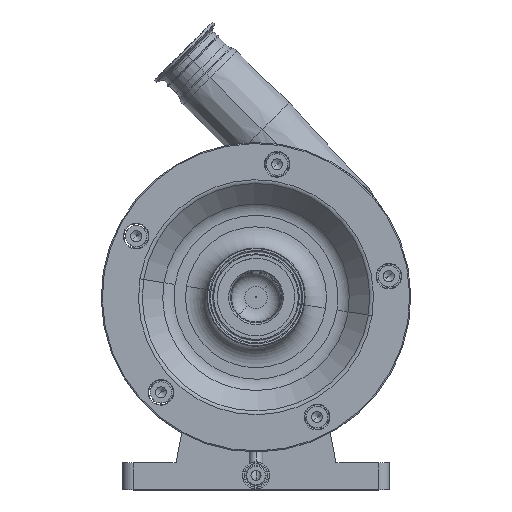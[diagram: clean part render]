
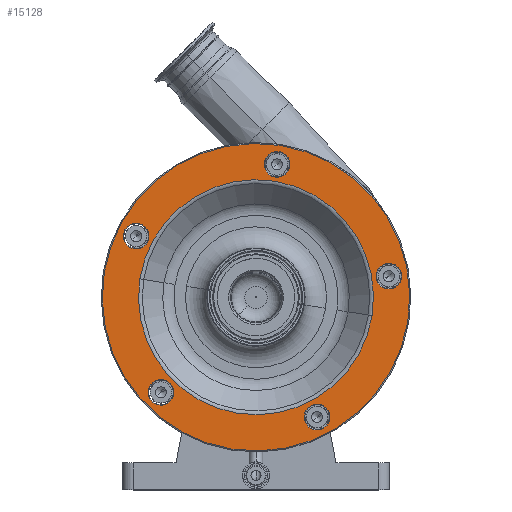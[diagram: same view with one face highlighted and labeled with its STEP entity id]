
A CAD part, top view. The second image highlights one B-rep face of the part: STEP entity #15128.
In plain terms, the highlighted planar face has unit normal (0, 0, 1).
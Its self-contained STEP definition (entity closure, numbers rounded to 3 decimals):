
#156 = EDGE_CURVE ( 'NONE', #6504, #9178, #15801, .T. ) ;
#210 = CARTESIAN_POINT ( 'NONE',  ( 19.711, 304.449, 220. ) ) ;
#287 = DIRECTION ( 'NONE',  ( 0.988, -0.156, 0. ) ) ;
#536 = AXIS2_PLACEMENT_3D ( 'NONE', #16121, #1497, #1595 ) ;
#754 = VERTEX_POINT ( 'NONE', #19239 ) ;
#926 = DIRECTION ( 'NONE',  ( 0., 0., -1. ) ) ;
#1249 = CARTESIAN_POINT ( 'NONE',  ( 142.227, 157.473, 220. ) ) ;
#1464 = DIRECTION ( 'NONE',  ( 0.988, -0.156, 0. ) ) ;
#1497 = DIRECTION ( 'NONE',  ( 0., 0., 1. ) ) ;
#1589 = EDGE_CURVE ( 'NONE', #12990, #8318, #12721, .T. ) ;
#1595 = DIRECTION ( 'NONE',  ( 0.988, -0.156, 0. ) ) ;
#1774 = ORIENTED_EDGE ( 'NONE', *, *, #15947, .T. ) ;
#1935 = CARTESIAN_POINT ( 'NONE',  ( 0., 180., 220. ) ) ;
#2032 = CIRCLE ( 'NONE', #15755, 12. ) ;
#2278 = CARTESIAN_POINT ( 'NONE',  ( -77.243, 89.027, 220. ) ) ;
#2337 = CIRCLE ( 'NONE', #10440, 12. ) ;
#2509 = VERTEX_POINT ( 'NONE', #17952 ) ;
#2567 = DIRECTION ( 'NONE',  ( 0.988, -0.156, 0. ) ) ;
#2654 = FACE_OUTER_BOUND ( 'NONE', #15514, .T. ) ;
#2717 = VERTEX_POINT ( 'NONE', #1249 ) ;
#2720 = ORIENTED_EDGE ( 'NONE', *, *, #18805, .F. ) ;
#2804 = CARTESIAN_POINT ( 'NONE',  ( 57.203, 67.733, 220. ) ) ;
#2867 = CIRCLE ( 'NONE', #14364, 110.071 ) ;
#3015 = DIRECTION ( 'NONE',  ( 0., 0., 1. ) ) ;
#3131 = DIRECTION ( 'NONE',  ( 0., 0., 1. ) ) ;
#3449 = EDGE_LOOP ( 'NONE', ( #2720, #4828 ) ) ;
#3508 = ORIENTED_EDGE ( 'NONE', *, *, #13948, .F. ) ;
#3633 = CARTESIAN_POINT ( 'NONE',  ( 0., 180., 220. ) ) ;
#3663 = CIRCLE ( 'NONE', #10195, 12. ) ;
#3679 = DIRECTION ( 'NONE',  ( 0.988, -0.156, 0. ) ) ;
#3681 = CIRCLE ( 'NONE', #12079, 144. ) ;
#3912 = DIRECTION ( 'NONE',  ( 0., 0., 1. ) ) ;
#4059 = VERTEX_POINT ( 'NONE', #6403 ) ;
#4133 = VERTEX_POINT ( 'NONE', #12527 ) ;
#4407 = VERTEX_POINT ( 'NONE', #13486 ) ;
#4465 = DIRECTION ( 'NONE',  ( 0., 0., 1. ) ) ;
#4545 = DIRECTION ( 'NONE',  ( 0., 0., 1. ) ) ;
#4555 = CARTESIAN_POINT ( 'NONE',  ( -100.948, 92.782, 220. ) ) ;
#4828 = ORIENTED_EDGE ( 'NONE', *, *, #7714, .F. ) ;
#5158 = AXIS2_PLACEMENT_3D ( 'NONE', #13881, #3131, #15246 ) ;
#5347 = CIRCLE ( 'NONE', #16226, 12. ) ;
#5458 = CARTESIAN_POINT ( 'NONE',  ( 124.449, 199.711, 220. ) ) ;
#5602 = FACE_BOUND ( 'NONE', #17111, .T. ) ;
#5957 = DIRECTION ( 'NONE',  ( 0., 0., 1. ) ) ;
#6134 = EDGE_LOOP ( 'NONE', ( #15594, #8371 ) ) ;
#6200 = EDGE_LOOP ( 'NONE', ( #14826, #3508 ) ) ;
#6403 = CARTESIAN_POINT ( 'NONE',  ( 7.858, 306.326, 220. ) ) ;
#6504 = VERTEX_POINT ( 'NONE', #14444 ) ;
#6622 = CIRCLE ( 'NONE', #14093, 110.071 ) ;
#6712 = ORIENTED_EDGE ( 'NONE', *, *, #17393, .F. ) ;
#7050 = FACE_BOUND ( 'NONE', #3449, .T. ) ;
#7230 = AXIS2_PLACEMENT_3D ( 'NONE', #210, #3015, #14837 ) ;
#7348 = EDGE_CURVE ( 'NONE', #9178, #6504, #7966, .T. ) ;
#7714 = EDGE_CURVE ( 'NONE', #4059, #9532, #2032, .T. ) ;
#7966 = CIRCLE ( 'NONE', #5158, 12. ) ;
#8135 = DIRECTION ( 'NONE',  ( 0., 0., 1. ) ) ;
#8287 = CARTESIAN_POINT ( 'NONE',  ( 0., 180., 220. ) ) ;
#8318 = VERTEX_POINT ( 'NONE', #2278 ) ;
#8371 = ORIENTED_EDGE ( 'NONE', *, *, #15151, .F. ) ;
#8495 = EDGE_CURVE ( 'NONE', #4133, #754, #12958, .T. ) ;
#8901 = EDGE_CURVE ( 'NONE', #16275, #14897, #6622, .T. ) ;
#8950 = AXIS2_PLACEMENT_3D ( 'NONE', #18821, #926, #14182 ) ;
#9178 = VERTEX_POINT ( 'NONE', #12766 ) ;
#9221 = DIRECTION ( 'NONE',  ( 0.988, -0.156, 0. ) ) ;
#9466 = DIRECTION ( 'NONE',  ( 0., 0., 1. ) ) ;
#9532 = VERTEX_POINT ( 'NONE', #12950 ) ;
#9614 = CIRCLE ( 'NONE', #17079, 144. ) ;
#9888 = ORIENTED_EDGE ( 'NONE', *, *, #156, .F. ) ;
#10059 = FACE_BOUND ( 'NONE', #16114, .T. ) ;
#10195 = AXIS2_PLACEMENT_3D ( 'NONE', #14473, #12803, #11441 ) ;
#10440 = AXIS2_PLACEMENT_3D ( 'NONE', #2804, #5957, #1464 ) ;
#10853 = DIRECTION ( 'NONE',  ( 0.988, -0.156, 0. ) ) ;
#11093 = EDGE_LOOP ( 'NONE', ( #6712, #12936 ) ) ;
#11103 = CIRCLE ( 'NONE', #16698, 12. ) ;
#11115 = DIRECTION ( 'NONE',  ( 0.988, -0.156, 0. ) ) ;
#11260 = ORIENTED_EDGE ( 'NONE', *, *, #18632, .F. ) ;
#11336 = ORIENTED_EDGE ( 'NONE', *, *, #7348, .F. ) ;
#11441 = DIRECTION ( 'NONE',  ( 0.988, -0.156, 0. ) ) ;
#11531 = PLANE ( 'NONE',  #8950 ) ;
#11915 = EDGE_CURVE ( 'NONE', #2509, #14737, #2337, .T. ) ;
#12079 = AXIS2_PLACEMENT_3D ( 'NONE', #8287, #9466, #11115 ) ;
#12527 = CARTESIAN_POINT ( 'NONE',  ( 136.301, 197.834, 220. ) ) ;
#12721 = CIRCLE ( 'NONE', #15553, 12. ) ;
#12766 = CARTESIAN_POINT ( 'NONE',  ( -100.415, 235.326, 220. ) ) ;
#12803 = DIRECTION ( 'NONE',  ( 0., 0., 1. ) ) ;
#12878 = CARTESIAN_POINT ( 'NONE',  ( -112.267, 237.203, 220. ) ) ;
#12936 = ORIENTED_EDGE ( 'NONE', *, *, #1589, .F. ) ;
#12950 = CARTESIAN_POINT ( 'NONE',  ( 31.563, 302.572, 220. ) ) ;
#12958 = CIRCLE ( 'NONE', #536, 12. ) ;
#12990 = VERTEX_POINT ( 'NONE', #4555 ) ;
#12998 = FACE_BOUND ( 'NONE', #6134, .T. ) ;
#13166 = CARTESIAN_POINT ( 'NONE',  ( 0., 180., 220. ) ) ;
#13486 = CARTESIAN_POINT ( 'NONE',  ( -142.227, 202.527, 220. ) ) ;
#13881 = CARTESIAN_POINT ( 'NONE',  ( -112.267, 237.203, 220. ) ) ;
#13948 = EDGE_CURVE ( 'NONE', #754, #4133, #11103, .T. ) ;
#13956 = CARTESIAN_POINT ( 'NONE',  ( 45.351, 69.61, 220. ) ) ;
#14093 = AXIS2_PLACEMENT_3D ( 'NONE', #13166, #17639, #18996 ) ;
#14182 = DIRECTION ( 'NONE',  ( -0.988, 0.156, 0. ) ) ;
#14280 = FACE_BOUND ( 'NONE', #11093, .T. ) ;
#14364 = AXIS2_PLACEMENT_3D ( 'NONE', #3633, #8135, #10853 ) ;
#14444 = CARTESIAN_POINT ( 'NONE',  ( -124.119, 239.08, 220. ) ) ;
#14473 = CARTESIAN_POINT ( 'NONE',  ( 57.203, 67.733, 220. ) ) ;
#14552 = DIRECTION ( 'NONE',  ( 0.988, -0.156, 0. ) ) ;
#14737 = VERTEX_POINT ( 'NONE', #13956 ) ;
#14826 = ORIENTED_EDGE ( 'NONE', *, *, #8495, .F. ) ;
#14837 = DIRECTION ( 'NONE',  ( 0.988, -0.156, 0. ) ) ;
#14886 = CARTESIAN_POINT ( 'NONE',  ( 108.716, 162.781, 220. ) ) ;
#14897 = VERTEX_POINT ( 'NONE', #17237 ) ;
#15128 = ADVANCED_FACE ( 'NONE', ( #17281, #12998, #14280, #7050, #10059, #2654, #5602 ), #11531, .F. ) ;
#15151 = EDGE_CURVE ( 'NONE', #14737, #2509, #3663, .T. ) ;
#15246 = DIRECTION ( 'NONE',  ( 0.988, -0.156, 0. ) ) ;
#15265 = ORIENTED_EDGE ( 'NONE', *, *, #15537, .T. ) ;
#15514 = EDGE_LOOP ( 'NONE', ( #1774, #15265 ) ) ;
#15537 = EDGE_CURVE ( 'NONE', #4407, #2717, #3681, .T. ) ;
#15553 = AXIS2_PLACEMENT_3D ( 'NONE', #17571, #15948, #2567 ) ;
#15594 = ORIENTED_EDGE ( 'NONE', *, *, #11915, .F. ) ;
#15658 = CIRCLE ( 'NONE', #7230, 12. ) ;
#15755 = AXIS2_PLACEMENT_3D ( 'NONE', #17798, #4465, #287 ) ;
#15793 = ORIENTED_EDGE ( 'NONE', *, *, #8901, .F. ) ;
#15795 = DIRECTION ( 'NONE',  ( 0.988, -0.156, 0. ) ) ;
#15801 = CIRCLE ( 'NONE', #16098, 12. ) ;
#15947 = EDGE_CURVE ( 'NONE', #2717, #4407, #9614, .T. ) ;
#15948 = DIRECTION ( 'NONE',  ( 0., 0., 1. ) ) ;
#15976 = DIRECTION ( 'NONE',  ( 0., 0., 1. ) ) ;
#16098 = AXIS2_PLACEMENT_3D ( 'NONE', #12878, #3912, #14552 ) ;
#16114 = EDGE_LOOP ( 'NONE', ( #15793, #11260 ) ) ;
#16121 = CARTESIAN_POINT ( 'NONE',  ( 124.449, 199.711, 220. ) ) ;
#16226 = AXIS2_PLACEMENT_3D ( 'NONE', #17778, #4545, #9221 ) ;
#16275 = VERTEX_POINT ( 'NONE', #14886 ) ;
#16698 = AXIS2_PLACEMENT_3D ( 'NONE', #5458, #15976, #15795 ) ;
#16851 = DIRECTION ( 'NONE',  ( 0., 0., 1. ) ) ;
#17079 = AXIS2_PLACEMENT_3D ( 'NONE', #1935, #16851, #3679 ) ;
#17111 = EDGE_LOOP ( 'NONE', ( #11336, #9888 ) ) ;
#17237 = CARTESIAN_POINT ( 'NONE',  ( -108.716, 197.219, 220. ) ) ;
#17281 = FACE_BOUND ( 'NONE', #6200, .T. ) ;
#17393 = EDGE_CURVE ( 'NONE', #8318, #12990, #5347, .T. ) ;
#17571 = CARTESIAN_POINT ( 'NONE',  ( -89.095, 90.905, 220. ) ) ;
#17639 = DIRECTION ( 'NONE',  ( 0., 0., 1. ) ) ;
#17778 = CARTESIAN_POINT ( 'NONE',  ( -89.095, 90.905, 220. ) ) ;
#17798 = CARTESIAN_POINT ( 'NONE',  ( 19.711, 304.449, 220. ) ) ;
#17952 = CARTESIAN_POINT ( 'NONE',  ( 69.055, 65.856, 220. ) ) ;
#18632 = EDGE_CURVE ( 'NONE', #14897, #16275, #2867, .T. ) ;
#18805 = EDGE_CURVE ( 'NONE', #9532, #4059, #15658, .T. ) ;
#18821 = CARTESIAN_POINT ( 'NONE',  ( 22.527, 322.227, 220. ) ) ;
#18996 = DIRECTION ( 'NONE',  ( 0.988, -0.156, 0. ) ) ;
#19239 = CARTESIAN_POINT ( 'NONE',  ( 112.596, 201.588, 220. ) ) ;
